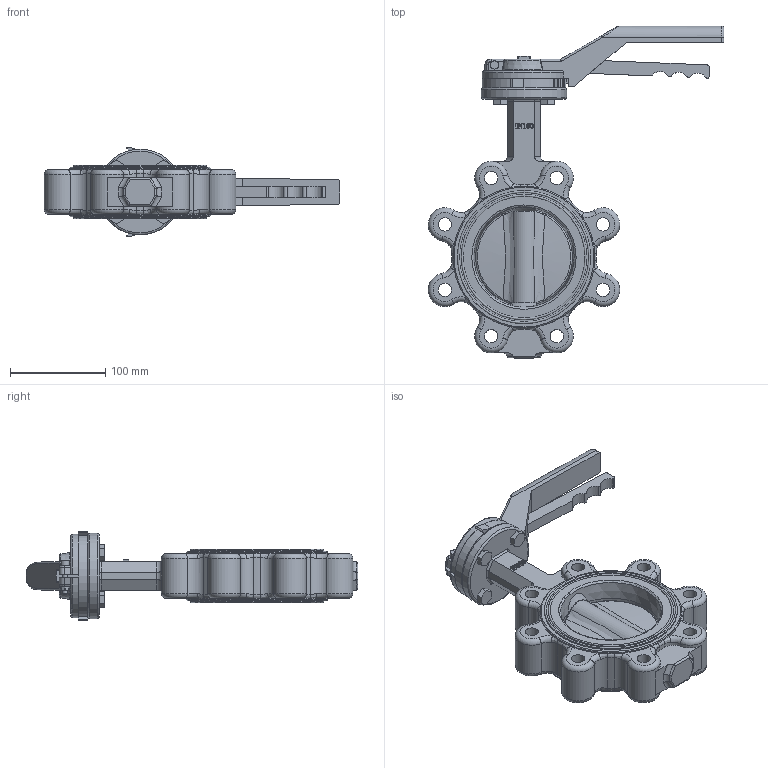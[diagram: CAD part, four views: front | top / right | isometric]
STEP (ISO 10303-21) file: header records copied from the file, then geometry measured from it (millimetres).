
FILE_DESCRIPTION(/* description */ ('Unknown'),/* implementation_level */ '2;1');
FILE_NAME(/* name */ '5200_5210_5220-12',/* time_stamp */ '2023-02-16T13:13:29+01:00',/* author */ ('Unknown'),/* organization */ ('Unknown'),/* preprocessor_version */ 'ST-DEVELOPER v16.7',/* originating_system */ 'Solid Edge',/* authorisation */ 'Unknown');
FILE_SCHEMA (('AUTOMOTIVE_DESIGN {1 0 10303 214 3 1 1}'));
Length unit declared in the file: millimetre
Products named in the file (14): LUG_DN100; Handhebel 040-150; DIN934_M5; DIN912M5x30; ISO-Flansch; LUG-DN100; DN100概极; seat; disc; shaft1; shaft2; bushing1; M8x20
Assembly tree (17 placements, depth 3):
  LUG_DN100
    Handhebel 040-150
      DIN934_M5
      DIN912M5x30
      Handhebel 040-150
      ISO-Flansch
    LUG-DN100
      DN100概极
      seat
      disc
      shaft1
      shaft2
      bushing1  x2
    M8x20  x4
Bounding box: 310.64 x 349 x 94.31 mm (x, y, z)
Volume: 1366348.7 mm3; surface area: 330358.3 mm2
Topology: 15 solids, 15 shells, 897 faces, 2312 edges, 1478 vertices
Faces by surface type: plane 364, cylinder 244, bspline 149, torus 114, cone 26
Full cylindrical faces by diameter (mm): 4.134 x1, 4.917 x4, 5 x2, 6 x2, 6.647 x4, 7 x4, 8 x4, 8.5 x1, 9 x4, 10 x4, 10.7 x1, 12 x1, 14 x8, 14.5 x1, 15.77 x5, 15.93 x1, 16 x2, 20.6 x2, 20.62 x2, 20.7 x2, 25.8 x2, 27.2 x1, 56 x1, 90 x1, 112.8 x2, 125.961 x2, 126 x2, 140 x2, 140.261 x2, 149 x2
Entity records: 31378 total; most frequent: CARTESIAN_POINT 10714, ORIENTED_EDGE 4156, DIRECTION 3979, EDGE_CURVE 2078, AXIS2_PLACEMENT_3D 1533, VERTEX_POINT 1384, FACE_BOUND 1082, EDGE_LOOP 1080
